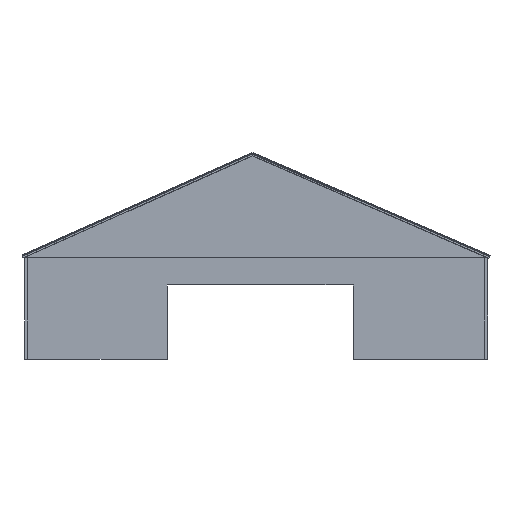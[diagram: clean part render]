
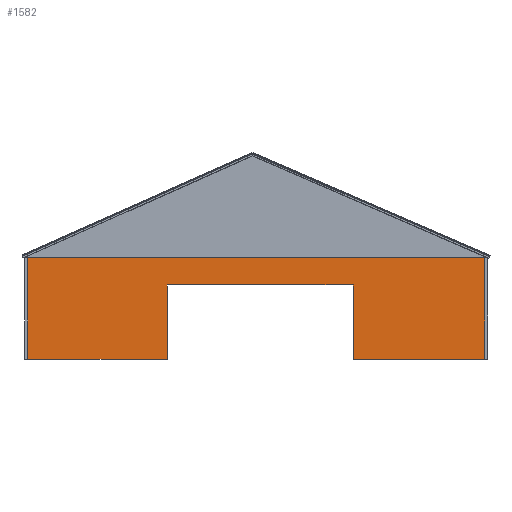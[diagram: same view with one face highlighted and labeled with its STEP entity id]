
A CAD part, front view. The second image highlights one B-rep face of the part: STEP entity #1582.
In plain terms, the highlighted planar face has unit normal (0, -1, 0).
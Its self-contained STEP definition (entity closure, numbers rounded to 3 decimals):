
#243 = VERTEX_POINT('',#244);
#244 = CARTESIAN_POINT('',(228.6,-7018.02,9999.88));
#258 = PLANE('',#259);
#259 = AXIS2_PLACEMENT_3D('',#260,#261,#262);
#260 = CARTESIAN_POINT('',(228.6,82981.8,0.));
#261 = DIRECTION('',(1.,0.,0.));
#262 = DIRECTION('',(0.,0.,1.));
#286 = PLANE('',#287);
#287 = AXIS2_PLACEMENT_3D('',#288,#289,#290);
#288 = CARTESIAN_POINT('',(228.6,-7018.02,9999.88));
#289 = DIRECTION('',(0.,0.,1.));
#290 = DIRECTION('',(1.,0.,0.));
#568 = VERTEX_POINT('',#569);
#569 = CARTESIAN_POINT('',(228.6,-7018.02,0.));
#606 = PLANE('',#607);
#607 = AXIS2_PLACEMENT_3D('',#608,#609,#610);
#608 = CARTESIAN_POINT('',(228.6,-7018.02,0.));
#609 = DIRECTION('',(0.,0.,1.));
#610 = DIRECTION('',(1.,0.,0.));
#827 = EDGE_CURVE('',#243,#828,#830,.T.);
#828 = VERTEX_POINT('',#829);
#829 = CARTESIAN_POINT('',(45228.764,-7018.02,9999.88));
#830 = SURFACE_CURVE('',#831,(#835,#842),.PCURVE_S1.);
#831 = LINE('',#832,#833);
#832 = CARTESIAN_POINT('',(228.6,-7018.02,9999.88));
#833 = VECTOR('',#834,1.);
#834 = DIRECTION('',(1.,0.,0.));
#835 = PCURVE('',#286,#836);
#836 = DEFINITIONAL_REPRESENTATION('',(#837),#841);
#837 = LINE('',#838,#839);
#838 = CARTESIAN_POINT('',(0.,0.));
#839 = VECTOR('',#840,1.);
#840 = DIRECTION('',(1.,0.));
#841 = ( GEOMETRIC_REPRESENTATION_CONTEXT(2) 
PARAMETRIC_REPRESENTATION_CONTEXT() REPRESENTATION_CONTEXT('2D SPACE',''
  ) );
#842 = PCURVE('',#843,#848);
#843 = PLANE('',#844);
#844 = AXIS2_PLACEMENT_3D('',#845,#846,#847);
#845 = CARTESIAN_POINT('',(228.6,-7018.02,0.));
#846 = DIRECTION('',(0.,1.,0.));
#847 = DIRECTION('',(0.,0.,1.));
#848 = DEFINITIONAL_REPRESENTATION('',(#849),#853);
#849 = LINE('',#850,#851);
#850 = CARTESIAN_POINT('',(9999.88,0.));
#851 = VECTOR('',#852,1.);
#852 = DIRECTION('',(0.,1.));
#853 = ( GEOMETRIC_REPRESENTATION_CONTEXT(2) 
PARAMETRIC_REPRESENTATION_CONTEXT() REPRESENTATION_CONTEXT('2D SPACE',''
  ) );
#885 = EDGE_CURVE('',#568,#243,#886,.T.);
#886 = SURFACE_CURVE('',#887,(#891,#898),.PCURVE_S1.);
#887 = LINE('',#888,#889);
#888 = CARTESIAN_POINT('',(228.6,-7018.02,0.));
#889 = VECTOR('',#890,1.);
#890 = DIRECTION('',(0.,0.,1.));
#891 = PCURVE('',#258,#892);
#892 = DEFINITIONAL_REPRESENTATION('',(#893),#897);
#893 = LINE('',#894,#895);
#894 = CARTESIAN_POINT('',(0.,89999.82));
#895 = VECTOR('',#896,1.);
#896 = DIRECTION('',(1.,0.));
#897 = ( GEOMETRIC_REPRESENTATION_CONTEXT(2) 
PARAMETRIC_REPRESENTATION_CONTEXT() REPRESENTATION_CONTEXT('2D SPACE',''
  ) );
#898 = PCURVE('',#843,#899);
#899 = DEFINITIONAL_REPRESENTATION('',(#900),#904);
#900 = LINE('',#901,#902);
#901 = CARTESIAN_POINT('',(0.,0.));
#902 = VECTOR('',#903,1.);
#903 = DIRECTION('',(1.,0.));
#904 = ( GEOMETRIC_REPRESENTATION_CONTEXT(2) 
PARAMETRIC_REPRESENTATION_CONTEXT() REPRESENTATION_CONTEXT('2D SPACE',''
  ) );
#1251 = EDGE_CURVE('',#568,#1252,#1254,.T.);
#1252 = VERTEX_POINT('',#1253);
#1253 = CARTESIAN_POINT('',(13975.08,-7018.02,0.));
#1254 = SURFACE_CURVE('',#1255,(#1259,#1266),.PCURVE_S1.);
#1255 = LINE('',#1256,#1257);
#1256 = CARTESIAN_POINT('',(228.6,-7018.02,0.));
#1257 = VECTOR('',#1258,1.);
#1258 = DIRECTION('',(1.,0.,0.));
#1259 = PCURVE('',#606,#1260);
#1260 = DEFINITIONAL_REPRESENTATION('',(#1261),#1265);
#1261 = LINE('',#1262,#1263);
#1262 = CARTESIAN_POINT('',(0.,0.));
#1263 = VECTOR('',#1264,1.);
#1264 = DIRECTION('',(1.,0.));
#1265 = ( GEOMETRIC_REPRESENTATION_CONTEXT(2) 
PARAMETRIC_REPRESENTATION_CONTEXT() REPRESENTATION_CONTEXT('2D SPACE',''
  ) );
#1266 = PCURVE('',#843,#1267);
#1267 = DEFINITIONAL_REPRESENTATION('',(#1268),#1272);
#1268 = LINE('',#1269,#1270);
#1269 = CARTESIAN_POINT('',(0.,0.));
#1270 = VECTOR('',#1271,1.);
#1271 = DIRECTION('',(0.,1.));
#1272 = ( GEOMETRIC_REPRESENTATION_CONTEXT(2) 
PARAMETRIC_REPRESENTATION_CONTEXT() REPRESENTATION_CONTEXT('2D SPACE',''
  ) );
#1287 = PLANE('',#1288);
#1288 = AXIS2_PLACEMENT_3D('',#1289,#1290,#1291);
#1289 = CARTESIAN_POINT('',(13975.08,-7112.,-8.89));
#1290 = DIRECTION('',(1.,0.,0.));
#1291 = DIRECTION('',(0.,0.,1.));
#1429 = PLANE('',#1430);
#1430 = AXIS2_PLACEMENT_3D('',#1431,#1432,#1433);
#1431 = CARTESIAN_POINT('',(228.6,-7018.02,0.));
#1432 = DIRECTION('',(0.,0.,1.));
#1433 = DIRECTION('',(1.,0.,0.));
#1456 = PLANE('',#1457);
#1457 = AXIS2_PLACEMENT_3D('',#1458,#1459,#1460);
#1458 = CARTESIAN_POINT('',(32263.08,-7112.,-8.89));
#1459 = DIRECTION('',(1.,0.,0.));
#1460 = DIRECTION('',(0.,0.,1.));
#1482 = PLANE('',#1483);
#1483 = AXIS2_PLACEMENT_3D('',#1484,#1485,#1486);
#1484 = CARTESIAN_POINT('',(13975.08,-7112.,7306.31));
#1485 = DIRECTION('',(0.,0.,1.));
#1486 = DIRECTION('',(1.,0.,0.));
#1582 = ADVANCED_FACE('',(#1583),#843,.F.);
#1583 = FACE_BOUND('',#1584,.F.);
#1584 = EDGE_LOOP('',(#1585,#1586,#1587,#1588,#1614,#1637,#1658,#1679));
#1585 = ORIENTED_EDGE('',*,*,#1251,.F.);
#1586 = ORIENTED_EDGE('',*,*,#885,.T.);
#1587 = ORIENTED_EDGE('',*,*,#827,.T.);
#1588 = ORIENTED_EDGE('',*,*,#1589,.F.);
#1589 = EDGE_CURVE('',#1590,#828,#1592,.T.);
#1590 = VERTEX_POINT('',#1591);
#1591 = CARTESIAN_POINT('',(45228.764,-7018.02,0.));
#1592 = SURFACE_CURVE('',#1593,(#1597,#1603),.PCURVE_S1.);
#1593 = LINE('',#1594,#1595);
#1594 = CARTESIAN_POINT('',(45228.764,-7018.02,0.));
#1595 = VECTOR('',#1596,1.);
#1596 = DIRECTION('',(0.,0.,1.));
#1597 = PCURVE('',#843,#1598);
#1598 = DEFINITIONAL_REPRESENTATION('',(#1599),#1602);
#1599 = B_SPLINE_CURVE_WITH_KNOTS('',1,(#1600,#1601),.UNSPECIFIED.,.F.,
  .F.,(2,2),(-999.988,10999.868),.PIECEWISE_BEZIER_KNOTS.);
#1600 = CARTESIAN_POINT('',(-999.988,45000.164));
#1601 = CARTESIAN_POINT('',(10999.868,45000.164));
#1602 = ( GEOMETRIC_REPRESENTATION_CONTEXT(2) 
PARAMETRIC_REPRESENTATION_CONTEXT() REPRESENTATION_CONTEXT('2D SPACE',''
  ) );
#1603 = PCURVE('',#1604,#1609);
#1604 = PLANE('',#1605);
#1605 = AXIS2_PLACEMENT_3D('',#1606,#1607,#1608);
#1606 = CARTESIAN_POINT('',(45228.764,82981.8,0.));
#1607 = DIRECTION('',(1.,0.,0.));
#1608 = DIRECTION('',(0.,0.,1.));
#1609 = DEFINITIONAL_REPRESENTATION('',(#1610),#1613);
#1610 = B_SPLINE_CURVE_WITH_KNOTS('',1,(#1611,#1612),.UNSPECIFIED.,.F.,
  .F.,(2,2),(-999.988,10999.868),.PIECEWISE_BEZIER_KNOTS.);
#1611 = CARTESIAN_POINT('',(-999.988,89999.82));
#1612 = CARTESIAN_POINT('',(10999.868,89999.82));
#1613 = ( GEOMETRIC_REPRESENTATION_CONTEXT(2) 
PARAMETRIC_REPRESENTATION_CONTEXT() REPRESENTATION_CONTEXT('2D SPACE',''
  ) );
#1614 = ORIENTED_EDGE('',*,*,#1615,.F.);
#1615 = EDGE_CURVE('',#1616,#1590,#1618,.T.);
#1616 = VERTEX_POINT('',#1617);
#1617 = CARTESIAN_POINT('',(32263.08,-7018.02,0.));
#1618 = SURFACE_CURVE('',#1619,(#1623,#1630),.PCURVE_S1.);
#1619 = LINE('',#1620,#1621);
#1620 = CARTESIAN_POINT('',(228.6,-7018.02,0.));
#1621 = VECTOR('',#1622,1.);
#1622 = DIRECTION('',(1.,0.,0.));
#1623 = PCURVE('',#843,#1624);
#1624 = DEFINITIONAL_REPRESENTATION('',(#1625),#1629);
#1625 = LINE('',#1626,#1627);
#1626 = CARTESIAN_POINT('',(0.,0.));
#1627 = VECTOR('',#1628,1.);
#1628 = DIRECTION('',(0.,1.));
#1629 = ( GEOMETRIC_REPRESENTATION_CONTEXT(2) 
PARAMETRIC_REPRESENTATION_CONTEXT() REPRESENTATION_CONTEXT('2D SPACE',''
  ) );
#1630 = PCURVE('',#1429,#1631);
#1631 = DEFINITIONAL_REPRESENTATION('',(#1632),#1636);
#1632 = LINE('',#1633,#1634);
#1633 = CARTESIAN_POINT('',(0.,0.));
#1634 = VECTOR('',#1635,1.);
#1635 = DIRECTION('',(1.,0.));
#1636 = ( GEOMETRIC_REPRESENTATION_CONTEXT(2) 
PARAMETRIC_REPRESENTATION_CONTEXT() REPRESENTATION_CONTEXT('2D SPACE',''
  ) );
#1637 = ORIENTED_EDGE('',*,*,#1638,.F.);
#1638 = EDGE_CURVE('',#1639,#1616,#1641,.T.);
#1639 = VERTEX_POINT('',#1640);
#1640 = CARTESIAN_POINT('',(32263.08,-7018.02,7306.31));
#1641 = SURFACE_CURVE('',#1642,(#1646,#1652),.PCURVE_S1.);
#1642 = LINE('',#1643,#1644);
#1643 = CARTESIAN_POINT('',(32263.08,-7018.02,-4.445));
#1644 = VECTOR('',#1645,1.);
#1645 = DIRECTION('',(0.,0.,-1.));
#1646 = PCURVE('',#843,#1647);
#1647 = DEFINITIONAL_REPRESENTATION('',(#1648),#1651);
#1648 = B_SPLINE_CURVE_WITH_KNOTS('',1,(#1649,#1650),.UNSPECIFIED.,.F.,
  .F.,(2,2),(-8042.275,735.965),.PIECEWISE_BEZIER_KNOTS.);
#1649 = CARTESIAN_POINT('',(8037.83,32034.48));
#1650 = CARTESIAN_POINT('',(-740.41,32034.48));
#1651 = ( GEOMETRIC_REPRESENTATION_CONTEXT(2) 
PARAMETRIC_REPRESENTATION_CONTEXT() REPRESENTATION_CONTEXT('2D SPACE',''
  ) );
#1652 = PCURVE('',#1456,#1653);
#1653 = DEFINITIONAL_REPRESENTATION('',(#1654),#1657);
#1654 = B_SPLINE_CURVE_WITH_KNOTS('',1,(#1655,#1656),.UNSPECIFIED.,.F.,
  .F.,(2,2),(-8042.275,735.965),.PIECEWISE_BEZIER_KNOTS.);
#1655 = CARTESIAN_POINT('',(8046.72,-93.98));
#1656 = CARTESIAN_POINT('',(-731.52,-93.98));
#1657 = ( GEOMETRIC_REPRESENTATION_CONTEXT(2) 
PARAMETRIC_REPRESENTATION_CONTEXT() REPRESENTATION_CONTEXT('2D SPACE',''
  ) );
#1658 = ORIENTED_EDGE('',*,*,#1659,.F.);
#1659 = EDGE_CURVE('',#1660,#1639,#1662,.T.);
#1660 = VERTEX_POINT('',#1661);
#1661 = CARTESIAN_POINT('',(13975.08,-7018.02,7306.31));
#1662 = SURFACE_CURVE('',#1663,(#1667,#1673),.PCURVE_S1.);
#1663 = LINE('',#1664,#1665);
#1664 = CARTESIAN_POINT('',(7101.84,-7018.02,7306.31));
#1665 = VECTOR('',#1666,1.);
#1666 = DIRECTION('',(1.,0.,0.));
#1667 = PCURVE('',#843,#1668);
#1668 = DEFINITIONAL_REPRESENTATION('',(#1669),#1672);
#1669 = B_SPLINE_CURVE_WITH_KNOTS('',1,(#1670,#1671),.UNSPECIFIED.,.F.,
  .F.,(2,2),(5044.44,26990.04),.PIECEWISE_BEZIER_KNOTS.);
#1670 = CARTESIAN_POINT('',(7306.31,11917.68));
#1671 = CARTESIAN_POINT('',(7306.31,33863.28));
#1672 = ( GEOMETRIC_REPRESENTATION_CONTEXT(2) 
PARAMETRIC_REPRESENTATION_CONTEXT() REPRESENTATION_CONTEXT('2D SPACE',''
  ) );
#1673 = PCURVE('',#1482,#1674);
#1674 = DEFINITIONAL_REPRESENTATION('',(#1675),#1678);
#1675 = B_SPLINE_CURVE_WITH_KNOTS('',1,(#1676,#1677),.UNSPECIFIED.,.F.,
  .F.,(2,2),(5044.44,26990.04),.PIECEWISE_BEZIER_KNOTS.);
#1676 = CARTESIAN_POINT('',(-1828.8,93.98));
#1677 = CARTESIAN_POINT('',(20116.8,93.98));
#1678 = ( GEOMETRIC_REPRESENTATION_CONTEXT(2) 
PARAMETRIC_REPRESENTATION_CONTEXT() REPRESENTATION_CONTEXT('2D SPACE',''
  ) );
#1679 = ORIENTED_EDGE('',*,*,#1680,.T.);
#1680 = EDGE_CURVE('',#1660,#1252,#1681,.T.);
#1681 = SURFACE_CURVE('',#1682,(#1686,#1692),.PCURVE_S1.);
#1682 = LINE('',#1683,#1684);
#1683 = CARTESIAN_POINT('',(13975.08,-7018.02,-4.445));
#1684 = VECTOR('',#1685,1.);
#1685 = DIRECTION('',(0.,0.,-1.));
#1686 = PCURVE('',#843,#1687);
#1687 = DEFINITIONAL_REPRESENTATION('',(#1688),#1691);
#1688 = B_SPLINE_CURVE_WITH_KNOTS('',1,(#1689,#1690),.UNSPECIFIED.,.F.,
  .F.,(2,2),(-8042.275,735.965),.PIECEWISE_BEZIER_KNOTS.);
#1689 = CARTESIAN_POINT('',(8037.83,13746.48));
#1690 = CARTESIAN_POINT('',(-740.41,13746.48));
#1691 = ( GEOMETRIC_REPRESENTATION_CONTEXT(2) 
PARAMETRIC_REPRESENTATION_CONTEXT() REPRESENTATION_CONTEXT('2D SPACE',''
  ) );
#1692 = PCURVE('',#1287,#1693);
#1693 = DEFINITIONAL_REPRESENTATION('',(#1694),#1697);
#1694 = B_SPLINE_CURVE_WITH_KNOTS('',1,(#1695,#1696),.UNSPECIFIED.,.F.,
  .F.,(2,2),(-8042.275,735.965),.PIECEWISE_BEZIER_KNOTS.);
#1695 = CARTESIAN_POINT('',(8046.72,-93.98));
#1696 = CARTESIAN_POINT('',(-731.52,-93.98));
#1697 = ( GEOMETRIC_REPRESENTATION_CONTEXT(2) 
PARAMETRIC_REPRESENTATION_CONTEXT() REPRESENTATION_CONTEXT('2D SPACE',''
  ) );
